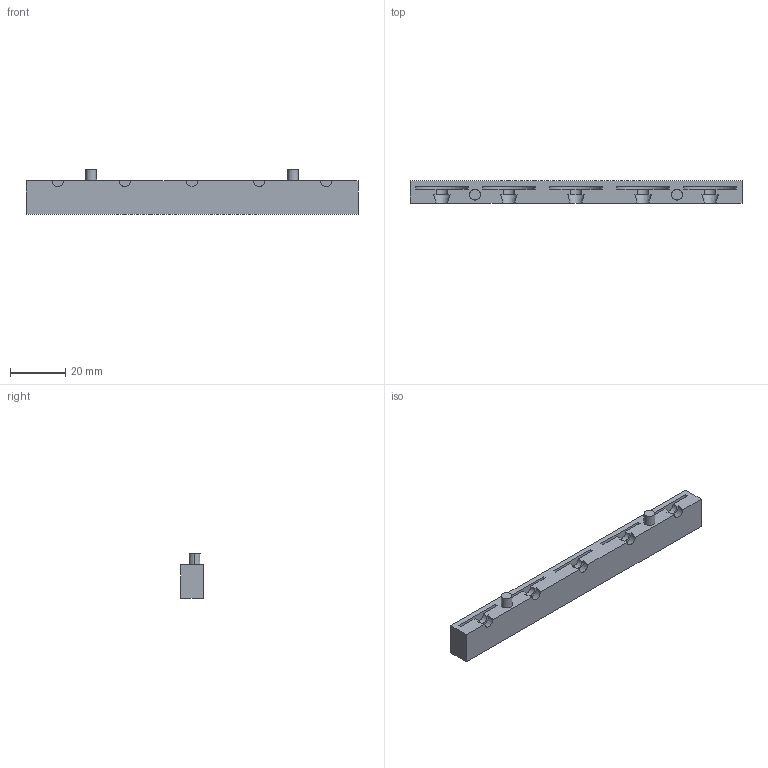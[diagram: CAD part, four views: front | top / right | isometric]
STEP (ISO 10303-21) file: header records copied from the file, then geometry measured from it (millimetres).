
FILE_DESCRIPTION (( 'STEP AP214' ), '1' );
FILE_NAME ('Umbrella Mould Male.STEP', '2020-03-25T13:11:31', ( '' ), ( '' ), 'SwSTEP 2.0', 'SolidWorks 2020', '' );
FILE_SCHEMA (( 'AUTOMOTIVE_DESIGN' ));
Length unit declared in the file: millimetre
Products named in the file (1): Umbrella Mould Male
Bounding box: 120 x 8 x 16 mm (x, y, z)
Volume: 10684.2 mm3; surface area: 6600.6 mm2
Topology: 1 solids, 1 shells, 42 faces, 114 edges, 76 vertices
Faces by surface type: plane 23, cylinder 10, cone 9
Entity records: 1370 total; most frequent: DIRECTION 238, CARTESIAN_POINT 233, ORIENTED_EDGE 228, EDGE_CURVE 114, AXIS2_PLACEMENT_3D 81, LINE 76, VERTEX_POINT 76, VECTOR 76
